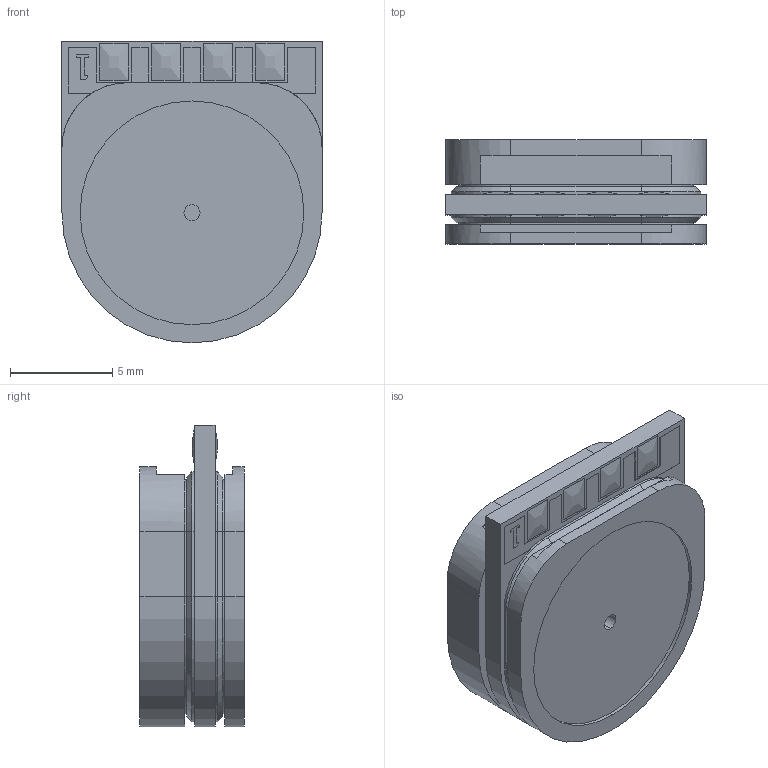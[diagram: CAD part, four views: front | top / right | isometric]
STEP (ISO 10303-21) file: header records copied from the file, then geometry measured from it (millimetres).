
FILE_DESCRIPTION (( 'STEP AP203' ), '1' );
FILE_NAME ('BLM-L.STEP', '2022-10-06T17:00:43', ( '' ), ( '' ), 'SwSTEP 2.0', 'SolidWorks 2019', '' );
FILE_SCHEMA (( 'CONFIG_CONTROL_DESIGN' ));
Length unit declared in the file: inch
Products named in the file (5): adhesive; AS01-01-065 Rev A; BLM-L; AS01-01-064 Rev A; CERAMIC-BLM
Assembly tree (5 placements, depth 2):
  BLM-L
    CERAMIC-BLM
    AS01-01-064 Rev A
    AS01-01-065 Rev A
    adhesive  x2
Bounding box: 12.7 x 5.08 x 14.73 mm (x, y, z)
Volume: 662.3 mm3; surface area: 1626.7 mm2
Topology: 21 solids, 21 shells, 344 faces, 803 edges, 520 vertices
Faces by surface type: plane 215, cylinder 71, cone 32, torus 16, bspline 10
Entity records: 9820 total; most frequent: CARTESIAN_POINT 1771, DIRECTION 1579, ORIENTED_EDGE 1494, EDGE_CURVE 747, LINE 545, VECTOR 545, AXIS2_PLACEMENT_3D 517, VERTEX_POINT 485
